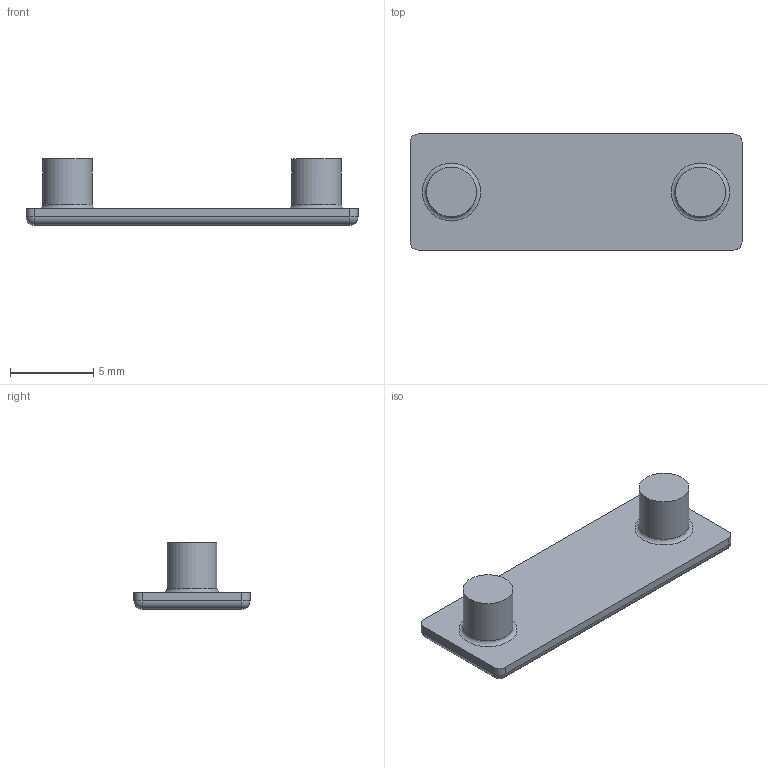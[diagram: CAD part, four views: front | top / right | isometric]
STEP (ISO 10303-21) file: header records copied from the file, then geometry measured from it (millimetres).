
FILE_DESCRIPTION(/* description */ (''),/* implementation_level */ '2;1');
FILE_NAME(/* name */ '100637177ugm000_a.stp',/* time_stamp */ '2015-09-04T09:25:03+02:00',/* author */ (''),/* organization */ (''),/* preprocessor_version */ 'ST-DEVELOPER v15',/* originating_system */ 'SIEMENS PLM Software NX 8.5',/* authorisation */ '');
FILE_SCHEMA (('AUTOMOTIVE_DESIGN { 1 0 10303 214 3 1 1 1 }'));
Length unit declared in the file: millimetre
Products named in the file (1): 100637177ugm000_a
Bounding box: 20 x 7 x 4 mm (x, y, z)
Volume: 179.6 mm3; surface area: 375.8 mm2
Topology: 1 solids, 1 shells, 24 faces, 50 edges, 27 vertices
Faces by surface type: cylinder 10, plane 8, sphere 4, bspline 2
Full cylindrical faces by diameter (mm): 3 x2
Entity records: 682 total; most frequent: CARTESIAN_POINT 162, DIRECTION 110, ORIENTED_EDGE 84, AXIS2_PLACEMENT_3D 45, EDGE_CURVE 42, EDGE_LOOP 30, VERTEX_POINT 26, ADVANCED_FACE 24
